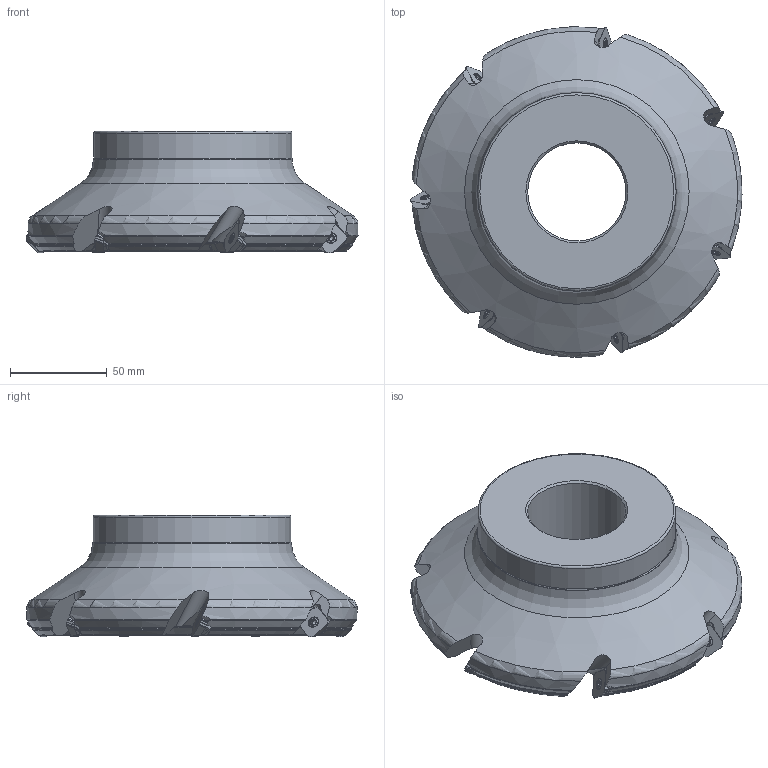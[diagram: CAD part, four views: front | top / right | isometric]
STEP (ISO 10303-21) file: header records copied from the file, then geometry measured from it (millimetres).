
FILE_DESCRIPTION(/* description */ (''),/* implementation_level */ '2;1');
FILE_NAME(/* name */ 'toolassembly_1.stp',/* time_stamp */ '2019-05-02T16:41:26+02:00',/* author */ (''),/* organization */ ('SMS'),/* preprocessor_version */ 'ST-DEVELOPER v15',/* originating_system */ 'SIEMENS PLM Software NX 8.5',/* authorisation */ '');
FILE_SCHEMA (('AUTOMOTIVE_DESIGN { 1 0 10303 214 3 1 1 1 }'));
Length unit declared in the file: millimetre
Products named in the file (4): CUT_20190502164047; NOCUT_20190502164006; ASSEMBLY_CONSTRUCTION; TOOLASSEMBLY_1
Assembly tree (9 placements, depth 2):
  TOOLASSEMBLY_1
    ASSEMBLY_CONSTRUCTION
    NOCUT_20190502164006
    CUT_20190502164047  x7
Bounding box: 171.84 x 170.99 x 63.01 mm (x, y, z)
Volume: 622715.9 mm3; surface area: 74567.5 mm2
Topology: 8 solids, 8 shells, 1006 faces, 3056 edges, 2112 vertices
Faces by surface type: plane 381, extrusion 259, cone 125, cylinder 109, torus 104, sphere 28
Full cylindrical faces by diameter (mm): 3.5 x7, 4.1 x7, 5.25 x7, 50.815 x1, 80 x1, 102.386 x1, 102.886 x1
Entity records: 31498 total; most frequent: CARTESIAN_POINT 12509, ORIENTED_EDGE 4112, DIRECTION 3631, EDGE_CURVE 2056, AXIS2_PLACEMENT_3D 1445, VERTEX_POINT 1387, EDGE_LOOP 844, B_SPLINE_CURVE_WITH_KNOTS 763
